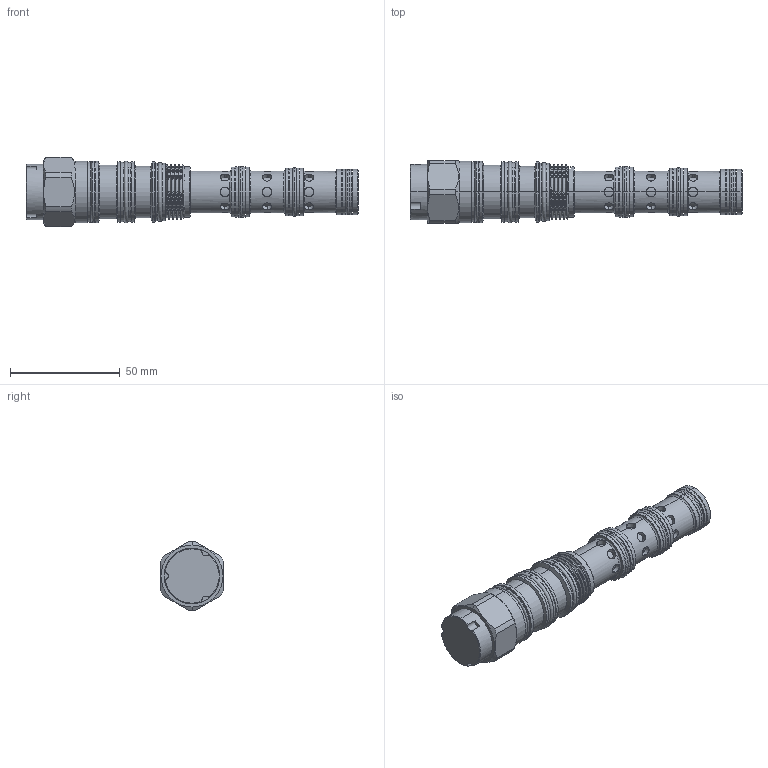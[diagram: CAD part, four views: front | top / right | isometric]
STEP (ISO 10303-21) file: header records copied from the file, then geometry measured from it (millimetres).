
FILE_DESCRIPTION (( 'STEP AP203' ), '1' );
FILE_NAME ('DC62A6E22-N.STEP', '2020-04-15T00:49:56', ( '' ), ( '' ), 'SwSTEP 2.0', 'SolidWorks 2018', '' );
FILE_SCHEMA (( 'CONFIG_CONTROL_DESIGN' ));
Length unit declared in the file: millimetre
Products named in the file (1): DC62A6E22-N
Bounding box: 150.95 x 28.57 x 31.6 mm (x, y, z)
Volume: 60645.7 mm3; surface area: 20342.7 mm2
Topology: 7 solids, 7 shells, 352 faces, 812 edges, 507 vertices
Faces by surface type: cylinder 212, plane 54, torus 43, cone 33, bspline 10
Entity records: 13842 total; most frequent: CARTESIAN_POINT 5968, DIRECTION 1639, ORIENTED_EDGE 1624, EDGE_CURVE 812, AXIS2_PLACEMENT_3D 706, VERTEX_POINT 507, EDGE_LOOP 399, CIRCLE 363
